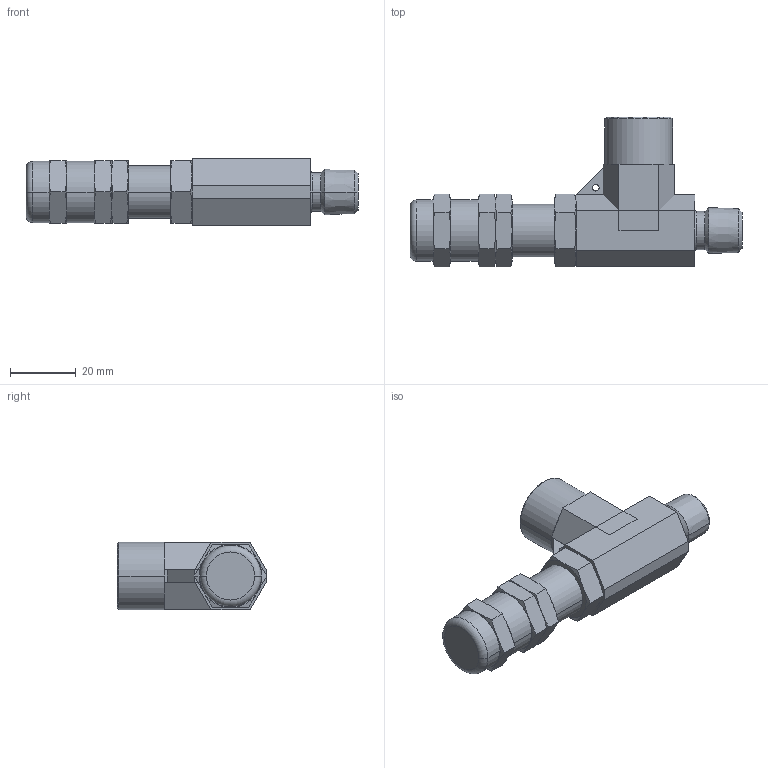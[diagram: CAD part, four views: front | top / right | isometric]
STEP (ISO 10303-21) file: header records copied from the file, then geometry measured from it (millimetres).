
FILE_DESCRIPTION(('FreeCAD Model'),'2;1');
FILE_NAME('Open CASCADE Shape Model','2025-11-13T15:42:04',('Author'),( ''),'Open CASCADE STEP processor 7.8','FreeCAD','Unknown');
FILE_SCHEMA(('AUTOMOTIVE_DESIGN { 1 0 10303 214 1 1 1 1 }'));
Length unit declared in the file: millimetre
Products named in the file (1): RVN1-2-MF-4N-BN-S/C
Bounding box: 100.8 x 45.4 x 20.6 mm (x, y, z)
Volume: 31305.4 mm3; surface area: 16312 mm2
Topology: 3 solids, 9 shells, 289 faces, 1812 edges, 5184 vertices
Faces by surface type: cone 100, plane 87, cylinder 60, torus 36, bspline 4, sphere 2
Entity records: 24345 total; most frequent: CARTESIAN_POINT 8726, DIRECTION 2990, GEOMETRIC_CURVE_SET 1209, ORIENTED_EDGE 1208, TRIMMED_CURVE 1208, AXIS2_PLACEMENT_3D 1192, CIRCLE 906, LINE 606
